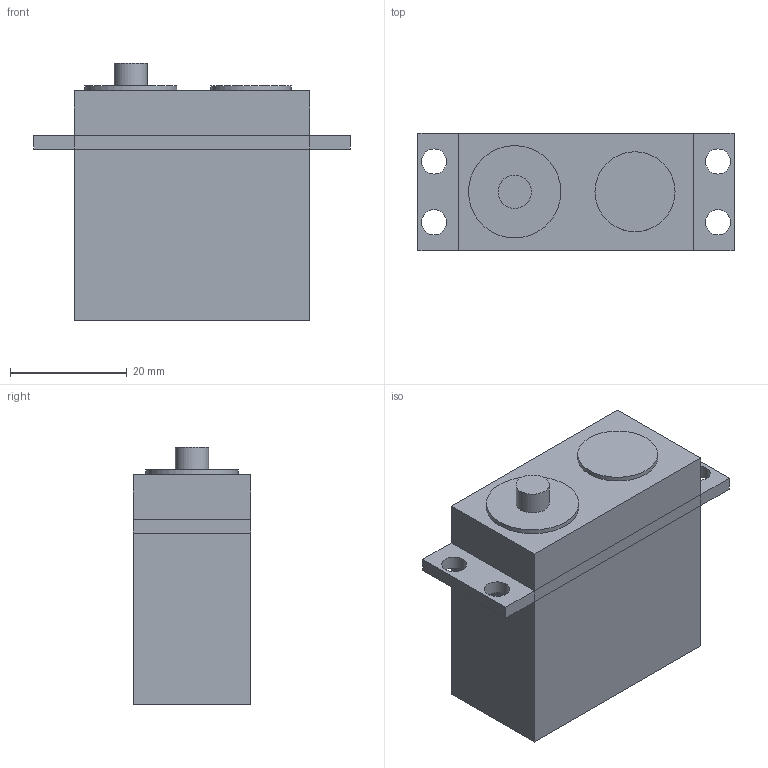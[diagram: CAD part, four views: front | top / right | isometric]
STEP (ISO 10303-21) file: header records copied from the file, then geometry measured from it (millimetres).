
FILE_DESCRIPTION(('FreeCAD Model'),'2;1');
FILE_NAME('Open CASCADE Shape Model','2022-07-09T01:09:30',('Author'),( ''),'Open CASCADE STEP processor 7.5','FreeCAD','Unknown');
FILE_SCHEMA(('AUTOMOTIVE_DESIGN { 1 0 10303 214 1 1 1 1 }'));
Length unit declared in the file: millimetre
Products named in the file (2): 30 kg servo; 30kg servo
Assembly tree (1 placements, depth 2):
  30 kg servo
    30kg servo
Bounding box: 54.1 x 20.1 x 44.1 mm (x, y, z)
Volume: 32793.9 mm3; surface area: 7149.9 mm2
Topology: 1 solids, 1 shells, 32 faces, 65 edges, 38 vertices
Faces by surface type: plane 25, cylinder 7
Full cylindrical faces by diameter (mm): 4.3 x4, 5.7 x1, 13.7 x1, 15.8 x1
Entity records: 1731 total; most frequent: CARTESIAN_POINT 297, DIRECTION 272, LINE 167, VECTOR 167, ORIENTED_EDGE 130, PCURVE 130, DEFINITIONAL_REPRESENTATION 130, EDGE_CURVE 65
